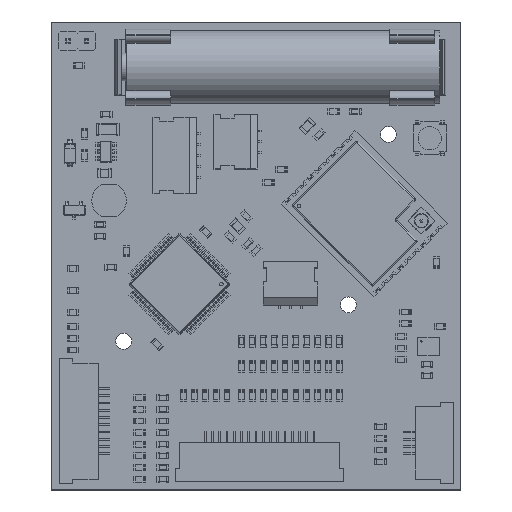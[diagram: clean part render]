
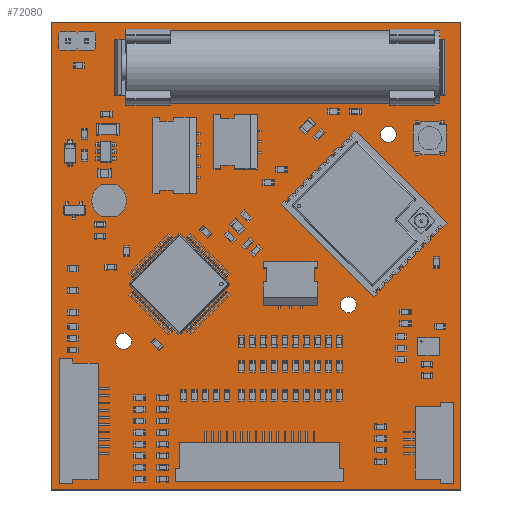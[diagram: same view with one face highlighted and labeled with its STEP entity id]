
A CAD part, top view. The second image highlights one B-rep face of the part: STEP entity #72080.
In plain terms, the highlighted planar face has unit normal (0, 0, 1).
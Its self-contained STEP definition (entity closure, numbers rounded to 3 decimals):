
#71737 = VERTEX_POINT('',#71738);
#71738 = CARTESIAN_POINT('',(156.5,-144.519,1.));
#71744 = EDGE_CURVE('',#71737,#71745,#71747,.T.);
#71745 = VERTEX_POINT('',#71746);
#71746 = CARTESIAN_POINT('',(100.,-144.519,1.));
#71747 = LINE('',#71748,#71749);
#71748 = CARTESIAN_POINT('',(156.5,-144.519,1.));
#71749 = VECTOR('',#71750,1.);
#71750 = DIRECTION('',(-1.,0.,0.));
#71777 = VERTEX_POINT('',#71778);
#71778 = CARTESIAN_POINT('',(156.5,-80.,1.));
#71784 = EDGE_CURVE('',#71777,#71737,#71785,.T.);
#71785 = LINE('',#71786,#71787);
#71786 = CARTESIAN_POINT('',(156.5,-80.,1.));
#71787 = VECTOR('',#71788,1.);
#71788 = DIRECTION('',(0.,-1.,0.));
#71806 = EDGE_CURVE('',#71745,#71807,#71809,.T.);
#71807 = VERTEX_POINT('',#71808);
#71808 = CARTESIAN_POINT('',(100.,-80.,1.));
#71809 = LINE('',#71810,#71811);
#71810 = CARTESIAN_POINT('',(100.,-144.519,1.));
#71811 = VECTOR('',#71812,1.);
#71812 = DIRECTION('',(0.,1.,0.));
#72080 = ADVANCED_FACE('',(#72081,#72092,#72103,#72114,#72125,#72136,
    #72147,#72158,#72169,#72180,#72191,#72202,#72213,#72224,#72235,
    #72246,#72257,#72268,#72279,#72290,#72301,#72312),#72323,.T.);
#72081 = FACE_BOUND('',#72082,.T.);
#72082 = EDGE_LOOP('',(#72083,#72084,#72085,#72091));
#72083 = ORIENTED_EDGE('',*,*,#71744,.F.);
#72084 = ORIENTED_EDGE('',*,*,#71784,.F.);
#72085 = ORIENTED_EDGE('',*,*,#72086,.F.);
#72086 = EDGE_CURVE('',#71807,#71777,#72087,.T.);
#72087 = LINE('',#72088,#72089);
#72088 = CARTESIAN_POINT('',(100.,-80.,1.));
#72089 = VECTOR('',#72090,1.);
#72090 = DIRECTION('',(1.,0.,0.));
#72091 = ORIENTED_EDGE('',*,*,#71806,.F.);
#72092 = FACE_BOUND('',#72093,.T.);
#72093 = EDGE_LOOP('',(#72094));
#72094 = ORIENTED_EDGE('',*,*,#72095,.T.);
#72095 = EDGE_CURVE('',#72096,#72096,#72098,.T.);
#72096 = VERTEX_POINT('',#72097);
#72097 = CARTESIAN_POINT('',(110.,-125.1,1.));
#72098 = CIRCLE('',#72099,1.1);
#72099 = AXIS2_PLACEMENT_3D('',#72100,#72101,#72102);
#72100 = CARTESIAN_POINT('',(110.,-124.,1.));
#72101 = DIRECTION('',(-0.,0.,-1.));
#72102 = DIRECTION('',(-0.,-1.,0.));
#72103 = FACE_BOUND('',#72104,.T.);
#72104 = EDGE_LOOP('',(#72105));
#72105 = ORIENTED_EDGE('',*,*,#72106,.T.);
#72106 = EDGE_CURVE('',#72107,#72107,#72109,.T.);
#72107 = VERTEX_POINT('',#72108);
#72108 = CARTESIAN_POINT('',(141.,-120.1,1.));
#72109 = CIRCLE('',#72110,1.1);
#72110 = AXIS2_PLACEMENT_3D('',#72111,#72112,#72113);
#72111 = CARTESIAN_POINT('',(141.,-119.,1.));
#72112 = DIRECTION('',(-0.,0.,-1.));
#72113 = DIRECTION('',(-0.,-1.,0.));
#72114 = FACE_BOUND('',#72115,.T.);
#72115 = EDGE_LOOP('',(#72116));
#72116 = ORIENTED_EDGE('',*,*,#72117,.T.);
#72117 = EDGE_CURVE('',#72118,#72118,#72120,.T.);
#72118 = VERTEX_POINT('',#72119);
#72119 = CARTESIAN_POINT('',(142.4,-107.896,1.));
#72120 = CIRCLE('',#72121,0.1);
#72121 = AXIS2_PLACEMENT_3D('',#72122,#72123,#72124);
#72122 = CARTESIAN_POINT('',(142.4,-107.796,1.));
#72123 = DIRECTION('',(-0.,0.,-1.));
#72124 = DIRECTION('',(-0.,-1.,0.));
#72125 = FACE_BOUND('',#72126,.T.);
#72126 = EDGE_LOOP('',(#72127));
#72127 = ORIENTED_EDGE('',*,*,#72128,.T.);
#72128 = EDGE_CURVE('',#72129,#72129,#72131,.T.);
#72129 = VERTEX_POINT('',#72130);
#72130 = CARTESIAN_POINT('',(143.178,-108.674,1.));
#72131 = CIRCLE('',#72132,0.1);
#72132 = AXIS2_PLACEMENT_3D('',#72133,#72134,#72135);
#72133 = CARTESIAN_POINT('',(143.178,-108.574,1.));
#72134 = DIRECTION('',(-0.,0.,-1.));
#72135 = DIRECTION('',(-0.,-1.,0.));
#72136 = FACE_BOUND('',#72137,.T.);
#72137 = EDGE_LOOP('',(#72138));
#72138 = ORIENTED_EDGE('',*,*,#72139,.T.);
#72139 = EDGE_CURVE('',#72140,#72140,#72142,.T.);
#72140 = VERTEX_POINT('',#72141);
#72141 = CARTESIAN_POINT('',(143.956,-108.674,1.));
#72142 = CIRCLE('',#72143,0.1);
#72143 = AXIS2_PLACEMENT_3D('',#72144,#72145,#72146);
#72144 = CARTESIAN_POINT('',(143.956,-108.574,1.));
#72145 = DIRECTION('',(-0.,0.,-1.));
#72146 = DIRECTION('',(-0.,-1.,0.));
#72147 = FACE_BOUND('',#72148,.T.);
#72148 = EDGE_LOOP('',(#72149));
#72149 = ORIENTED_EDGE('',*,*,#72150,.T.);
#72150 = EDGE_CURVE('',#72151,#72151,#72153,.T.);
#72151 = VERTEX_POINT('',#72152);
#72152 = CARTESIAN_POINT('',(143.178,-107.896,1.));
#72153 = CIRCLE('',#72154,0.1);
#72154 = AXIS2_PLACEMENT_3D('',#72155,#72156,#72157);
#72155 = CARTESIAN_POINT('',(143.178,-107.796,1.));
#72156 = DIRECTION('',(-0.,0.,-1.));
#72157 = DIRECTION('',(-0.,-1.,0.));
#72158 = FACE_BOUND('',#72159,.T.);
#72159 = EDGE_LOOP('',(#72160));
#72160 = ORIENTED_EDGE('',*,*,#72161,.T.);
#72161 = EDGE_CURVE('',#72162,#72162,#72164,.T.);
#72162 = VERTEX_POINT('',#72163);
#72163 = CARTESIAN_POINT('',(143.956,-107.896,1.));
#72164 = CIRCLE('',#72165,0.1);
#72165 = AXIS2_PLACEMENT_3D('',#72166,#72167,#72168);
#72166 = CARTESIAN_POINT('',(143.956,-107.796,1.));
#72167 = DIRECTION('',(-0.,0.,-1.));
#72168 = DIRECTION('',(-0.,-1.,0.));
#72169 = FACE_BOUND('',#72170,.T.);
#72170 = EDGE_LOOP('',(#72171));
#72171 = ORIENTED_EDGE('',*,*,#72172,.T.);
#72172 = EDGE_CURVE('',#72173,#72173,#72175,.T.);
#72173 = VERTEX_POINT('',#72174);
#72174 = CARTESIAN_POINT('',(142.4,-107.119,1.));
#72175 = CIRCLE('',#72176,0.1);
#72176 = AXIS2_PLACEMENT_3D('',#72177,#72178,#72179);
#72177 = CARTESIAN_POINT('',(142.4,-107.019,1.));
#72178 = DIRECTION('',(-0.,0.,-1.));
#72179 = DIRECTION('',(-0.,-1.,0.));
#72180 = FACE_BOUND('',#72181,.T.);
#72181 = EDGE_LOOP('',(#72182));
#72182 = ORIENTED_EDGE('',*,*,#72183,.T.);
#72183 = EDGE_CURVE('',#72184,#72184,#72186,.T.);
#72184 = VERTEX_POINT('',#72185);
#72185 = CARTESIAN_POINT('',(143.178,-107.119,1.));
#72186 = CIRCLE('',#72187,0.1);
#72187 = AXIS2_PLACEMENT_3D('',#72188,#72189,#72190);
#72188 = CARTESIAN_POINT('',(143.178,-107.019,1.));
#72189 = DIRECTION('',(-0.,0.,-1.));
#72190 = DIRECTION('',(-0.,-1.,0.));
#72191 = FACE_BOUND('',#72192,.T.);
#72192 = EDGE_LOOP('',(#72193));
#72193 = ORIENTED_EDGE('',*,*,#72194,.T.);
#72194 = EDGE_CURVE('',#72195,#72195,#72197,.T.);
#72195 = VERTEX_POINT('',#72196);
#72196 = CARTESIAN_POINT('',(143.956,-107.119,1.));
#72197 = CIRCLE('',#72198,0.1);
#72198 = AXIS2_PLACEMENT_3D('',#72199,#72200,#72201);
#72199 = CARTESIAN_POINT('',(143.956,-107.019,1.));
#72200 = DIRECTION('',(-0.,0.,-1.));
#72201 = DIRECTION('',(-0.,-1.,0.));
#72202 = FACE_BOUND('',#72203,.T.);
#72203 = EDGE_LOOP('',(#72204));
#72204 = ORIENTED_EDGE('',*,*,#72205,.T.);
#72205 = EDGE_CURVE('',#72206,#72206,#72208,.T.);
#72206 = VERTEX_POINT('',#72207);
#72207 = CARTESIAN_POINT('',(144.733,-107.896,1.));
#72208 = CIRCLE('',#72209,0.1);
#72209 = AXIS2_PLACEMENT_3D('',#72210,#72211,#72212);
#72210 = CARTESIAN_POINT('',(144.733,-107.796,1.));
#72211 = DIRECTION('',(-0.,0.,-1.));
#72212 = DIRECTION('',(-0.,-1.,0.));
#72213 = FACE_BOUND('',#72214,.T.);
#72214 = EDGE_LOOP('',(#72215));
#72215 = ORIENTED_EDGE('',*,*,#72216,.T.);
#72216 = EDGE_CURVE('',#72217,#72217,#72219,.T.);
#72217 = VERTEX_POINT('',#72218);
#72218 = CARTESIAN_POINT('',(144.733,-107.119,1.));
#72219 = CIRCLE('',#72220,0.1);
#72220 = AXIS2_PLACEMENT_3D('',#72221,#72222,#72223);
#72221 = CARTESIAN_POINT('',(144.733,-107.019,1.));
#72222 = DIRECTION('',(-0.,0.,-1.));
#72223 = DIRECTION('',(-0.,-1.,0.));
#72224 = FACE_BOUND('',#72225,.T.);
#72225 = EDGE_LOOP('',(#72226));
#72226 = ORIENTED_EDGE('',*,*,#72227,.T.);
#72227 = EDGE_CURVE('',#72228,#72228,#72230,.T.);
#72228 = VERTEX_POINT('',#72229);
#72229 = CARTESIAN_POINT('',(143.178,-106.341,1.));
#72230 = CIRCLE('',#72231,0.1);
#72231 = AXIS2_PLACEMENT_3D('',#72232,#72233,#72234);
#72232 = CARTESIAN_POINT('',(143.178,-106.241,1.));
#72233 = DIRECTION('',(-0.,0.,-1.));
#72234 = DIRECTION('',(-0.,-1.,0.));
#72235 = FACE_BOUND('',#72236,.T.);
#72236 = EDGE_LOOP('',(#72237));
#72237 = ORIENTED_EDGE('',*,*,#72238,.T.);
#72238 = EDGE_CURVE('',#72239,#72239,#72241,.T.);
#72239 = VERTEX_POINT('',#72240);
#72240 = CARTESIAN_POINT('',(143.956,-106.341,1.));
#72241 = CIRCLE('',#72242,0.1);
#72242 = AXIS2_PLACEMENT_3D('',#72243,#72244,#72245);
#72243 = CARTESIAN_POINT('',(143.956,-106.241,1.));
#72244 = DIRECTION('',(-0.,0.,-1.));
#72245 = DIRECTION('',(-0.,-1.,0.));
#72246 = FACE_BOUND('',#72247,.T.);
#72247 = EDGE_LOOP('',(#72248));
#72248 = ORIENTED_EDGE('',*,*,#72249,.T.);
#72249 = EDGE_CURVE('',#72250,#72250,#72252,.T.);
#72250 = VERTEX_POINT('',#72251);
#72251 = CARTESIAN_POINT('',(102.335,-83.119,1.));
#72252 = CIRCLE('',#72253,0.5);
#72253 = AXIS2_PLACEMENT_3D('',#72254,#72255,#72256);
#72254 = CARTESIAN_POINT('',(102.335,-82.619,1.));
#72255 = DIRECTION('',(-0.,0.,-1.));
#72256 = DIRECTION('',(-0.,-1.,0.));
#72257 = FACE_BOUND('',#72258,.T.);
#72258 = EDGE_LOOP('',(#72259));
#72259 = ORIENTED_EDGE('',*,*,#72260,.T.);
#72260 = EDGE_CURVE('',#72261,#72261,#72263,.T.);
#72261 = VERTEX_POINT('',#72262);
#72262 = CARTESIAN_POINT('',(104.875,-83.119,1.));
#72263 = CIRCLE('',#72264,0.5);
#72264 = AXIS2_PLACEMENT_3D('',#72265,#72266,#72267);
#72265 = CARTESIAN_POINT('',(104.875,-82.619,1.));
#72266 = DIRECTION('',(-0.,0.,-1.));
#72267 = DIRECTION('',(-0.,-1.,0.));
#72268 = FACE_BOUND('',#72269,.T.);
#72269 = EDGE_LOOP('',(#72270));
#72270 = ORIENTED_EDGE('',*,*,#72271,.T.);
#72271 = EDGE_CURVE('',#72272,#72272,#72274,.T.);
#72272 = VERTEX_POINT('',#72273);
#72273 = CARTESIAN_POINT('',(110.3,-87.119,1.));
#72274 = CIRCLE('',#72275,0.9);
#72275 = AXIS2_PLACEMENT_3D('',#72276,#72277,#72278);
#72276 = CARTESIAN_POINT('',(110.3,-86.219,1.));
#72277 = DIRECTION('',(-0.,0.,-1.));
#72278 = DIRECTION('',(0.,-1.,0.));
#72279 = FACE_BOUND('',#72280,.T.);
#72280 = EDGE_LOOP('',(#72281));
#72281 = ORIENTED_EDGE('',*,*,#72282,.T.);
#72282 = EDGE_CURVE('',#72283,#72283,#72285,.T.);
#72283 = VERTEX_POINT('',#72284);
#72284 = CARTESIAN_POINT('',(116.5,-87.119,1.));
#72285 = CIRCLE('',#72286,0.9);
#72286 = AXIS2_PLACEMENT_3D('',#72287,#72288,#72289);
#72287 = CARTESIAN_POINT('',(116.5,-86.219,1.));
#72288 = DIRECTION('',(-0.,0.,-1.));
#72289 = DIRECTION('',(-0.,-1.,0.));
#72290 = FACE_BOUND('',#72291,.T.);
#72291 = EDGE_LOOP('',(#72292));
#72292 = ORIENTED_EDGE('',*,*,#72293,.T.);
#72293 = EDGE_CURVE('',#72294,#72294,#72296,.T.);
#72294 = VERTEX_POINT('',#72295);
#72295 = CARTESIAN_POINT('',(146.5,-96.597,1.));
#72296 = CIRCLE('',#72297,1.1);
#72297 = AXIS2_PLACEMENT_3D('',#72298,#72299,#72300);
#72298 = CARTESIAN_POINT('',(146.5,-95.497,1.));
#72299 = DIRECTION('',(-0.,0.,-1.));
#72300 = DIRECTION('',(-0.,-1.,0.));
#72301 = FACE_BOUND('',#72302,.T.);
#72302 = EDGE_LOOP('',(#72303));
#72303 = ORIENTED_EDGE('',*,*,#72304,.T.);
#72304 = EDGE_CURVE('',#72305,#72305,#72307,.T.);
#72305 = VERTEX_POINT('',#72306);
#72306 = CARTESIAN_POINT('',(146.7,-87.119,1.));
#72307 = CIRCLE('',#72308,0.9);
#72308 = AXIS2_PLACEMENT_3D('',#72309,#72310,#72311);
#72309 = CARTESIAN_POINT('',(146.7,-86.219,1.));
#72310 = DIRECTION('',(-0.,0.,-1.));
#72311 = DIRECTION('',(-0.,-1.,0.));
#72312 = FACE_BOUND('',#72313,.T.);
#72313 = EDGE_LOOP('',(#72314));
#72314 = ORIENTED_EDGE('',*,*,#72315,.T.);
#72315 = EDGE_CURVE('',#72316,#72316,#72318,.T.);
#72316 = VERTEX_POINT('',#72317);
#72317 = CARTESIAN_POINT('',(152.9,-87.119,1.));
#72318 = CIRCLE('',#72319,0.9);
#72319 = AXIS2_PLACEMENT_3D('',#72320,#72321,#72322);
#72320 = CARTESIAN_POINT('',(152.9,-86.219,1.));
#72321 = DIRECTION('',(-0.,0.,-1.));
#72322 = DIRECTION('',(-0.,-1.,0.));
#72323 = PLANE('',#72324);
#72324 = AXIS2_PLACEMENT_3D('',#72325,#72326,#72327);
#72325 = CARTESIAN_POINT('',(0.,0.,1.));
#72326 = DIRECTION('',(0.,0.,1.));
#72327 = DIRECTION('',(1.,0.,-0.));
